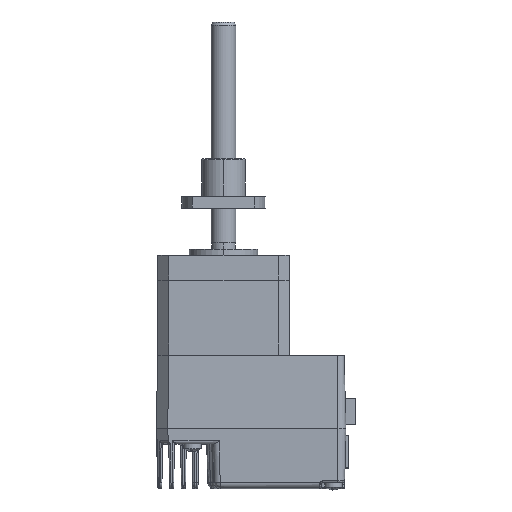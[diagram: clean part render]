
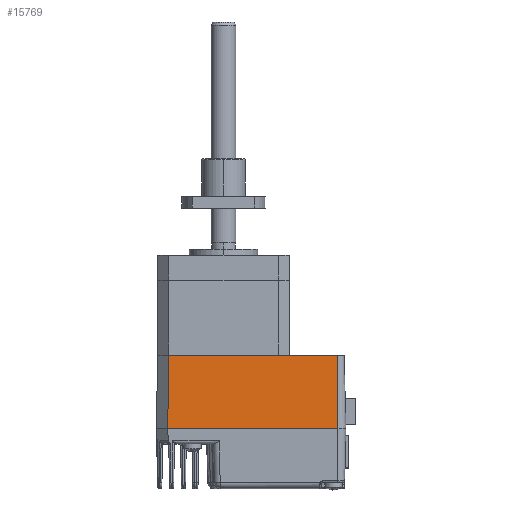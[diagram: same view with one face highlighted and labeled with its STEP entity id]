
A CAD part, top view. The second image highlights one B-rep face of the part: STEP entity #15769.
In plain terms, the highlighted planar face has unit normal (0, 0.026, 1).
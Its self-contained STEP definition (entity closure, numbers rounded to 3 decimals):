
#495 = DIRECTION ( 'NONE',  ( 0., 0.026, 1. ) ) ;
#1378 = AXIS2_PLACEMENT_3D ( 'NONE', #17874, #495, #10676 ) ;
#2510 = FACE_OUTER_BOUND ( 'NONE', #12068, .T. ) ;
#4610 = LINE ( 'NONE', #17523, #5523 ) ;
#4709 = EDGE_CURVE ( 'NONE', #9484, #8271, #15374, .T. ) ;
#4959 = CARTESIAN_POINT ( 'NONE',  ( -14.081, -50.908, 75.65 ) ) ;
#5385 = VERTEX_POINT ( 'NONE', #10863 ) ;
#5523 = VECTOR ( 'NONE', #10327, 1000. ) ;
#7873 = CARTESIAN_POINT ( 'NONE',  ( -14.336, -74.408, 76.265 ) ) ;
#8161 = VECTOR ( 'NONE', #16517, 1000. ) ;
#8271 = VERTEX_POINT ( 'NONE', #9369 ) ;
#8859 = CARTESIAN_POINT ( 'NONE',  ( 40.319, -74.408, 76.265 ) ) ;
#9172 = VECTOR ( 'NONE', #17067, 1000. ) ;
#9369 = CARTESIAN_POINT ( 'NONE',  ( 40.319, -50.908, 75.65 ) ) ;
#9380 = ORIENTED_EDGE ( 'NONE', *, *, #4709, .T. ) ;
#9484 = VERTEX_POINT ( 'NONE', #8859 ) ;
#10327 = DIRECTION ( 'NONE',  ( 1., 0., 0. ) ) ;
#10676 = DIRECTION ( 'NONE',  ( 0., -1., 0.026 ) ) ;
#10863 = CARTESIAN_POINT ( 'NONE',  ( -14.081, -50.908, 75.65 ) ) ;
#11202 = VERTEX_POINT ( 'NONE', #7873 ) ;
#11527 = VECTOR ( 'NONE', #16941, 1000. ) ;
#11719 = EDGE_CURVE ( 'NONE', #11202, #9484, #4610, .T. ) ;
#12068 = EDGE_LOOP ( 'NONE', ( #13150, #15274, #17393, #9380 ) ) ;
#13150 = ORIENTED_EDGE ( 'NONE', *, *, #16705, .T. ) ;
#14485 = EDGE_CURVE ( 'NONE', #5385, #11202, #17299, .T. ) ;
#15274 = ORIENTED_EDGE ( 'NONE', *, *, #14485, .T. ) ;
#15374 = LINE ( 'NONE', #15483, #11527 ) ;
#15483 = CARTESIAN_POINT ( 'NONE',  ( 40.319, -50.908, 75.65 ) ) ;
#15619 = CARTESIAN_POINT ( 'NONE',  ( -14.081, -50.908, 75.65 ) ) ;
#15769 = ADVANCED_FACE ( 'NONE', ( #2510 ), #16428, .T. ) ;
#15880 = LINE ( 'NONE', #4959, #8161 ) ;
#16428 = PLANE ( 'NONE',  #1378 ) ;
#16517 = DIRECTION ( 'NONE',  ( -1., 0., 0. ) ) ;
#16705 = EDGE_CURVE ( 'NONE', #8271, #5385, #15880, .T. ) ;
#16941 = DIRECTION ( 'NONE',  ( 0., 1., -0.026 ) ) ;
#17067 = DIRECTION ( 'NONE',  ( -0.011, -1., 0.026 ) ) ;
#17299 = LINE ( 'NONE', #15619, #9172 ) ;
#17393 = ORIENTED_EDGE ( 'NONE', *, *, #11719, .T. ) ;
#17523 = CARTESIAN_POINT ( 'NONE',  ( -14.081, -74.408, 76.265 ) ) ;
#17874 = CARTESIAN_POINT ( 'NONE',  ( -14.081, -50.908, 75.65 ) ) ;
